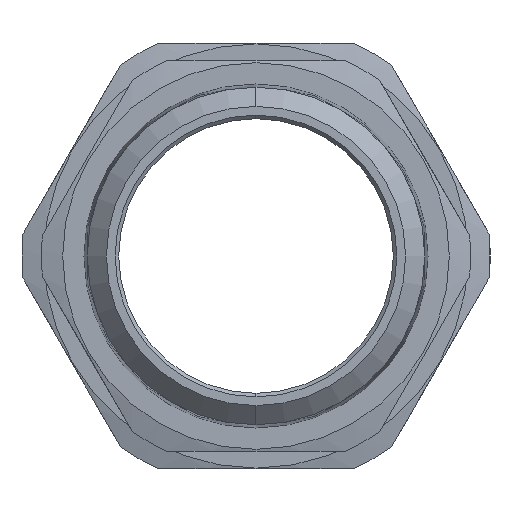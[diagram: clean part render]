
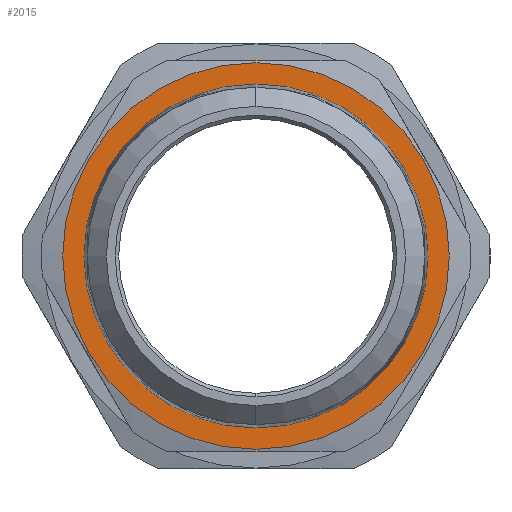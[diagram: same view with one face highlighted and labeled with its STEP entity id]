
A CAD part, left-side view. The second image highlights one B-rep face of the part: STEP entity #2015.
In plain terms, the highlighted planar face has unit normal (-1, 0, 0).
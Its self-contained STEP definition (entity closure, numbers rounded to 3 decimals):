
#33 = DIRECTION ( 'NONE',  ( 0., 0., 1. ) ) ;
#36 = CARTESIAN_POINT ( 'NONE',  ( 26.4, 0., -27.25 ) ) ;
#83 = VERTEX_POINT ( 'NONE', #36 ) ;
#139 = ORIENTED_EDGE ( 'NONE', *, *, #285, .F. ) ;
#219 = CARTESIAN_POINT ( 'NONE',  ( 26.4, 0., -24.25 ) ) ;
#257 = VERTEX_POINT ( 'NONE', #219 ) ;
#285 = EDGE_CURVE ( 'NONE', #257, #2142, #1470, .T. ) ;
#309 = CIRCLE ( 'NONE', #1687, 27.25 ) ;
#341 = EDGE_LOOP ( 'NONE', ( #3515, #139 ) ) ;
#351 = AXIS2_PLACEMENT_3D ( 'NONE', #1890, #2581, #930 ) ;
#502 = DIRECTION ( 'NONE',  ( -1., 0., 0. ) ) ;
#525 = VERTEX_POINT ( 'NONE', #1137 ) ;
#709 = DIRECTION ( 'NONE',  ( -1., 0., 0. ) ) ;
#720 = PLANE ( 'NONE',  #3216 ) ;
#755 = CARTESIAN_POINT ( 'NONE',  ( 26.4, 0., -24.25 ) ) ;
#854 = DIRECTION ( 'NONE',  ( -1., 0., 0. ) ) ;
#930 = DIRECTION ( 'NONE',  ( 0., 0., 1. ) ) ;
#1127 = EDGE_LOOP ( 'NONE', ( #2271, #1363 ) ) ;
#1137 = CARTESIAN_POINT ( 'NONE',  ( 26.4, 0., 27.25 ) ) ;
#1363 = ORIENTED_EDGE ( 'NONE', *, *, #2024, .T. ) ;
#1414 = DIRECTION ( 'NONE',  ( -1., 0., 0. ) ) ;
#1470 = CIRCLE ( 'NONE', #351, 24.25 ) ;
#1530 = AXIS2_PLACEMENT_3D ( 'NONE', #3166, #854, #3147 ) ;
#1687 = AXIS2_PLACEMENT_3D ( 'NONE', #2702, #709, #33 ) ;
#1864 = FACE_OUTER_BOUND ( 'NONE', #1127, .T. ) ;
#1890 = CARTESIAN_POINT ( 'NONE',  ( 26.4, 0., 0. ) ) ;
#2015 = ADVANCED_FACE ( 'NONE', ( #1864, #4252 ), #720, .T. ) ;
#2024 = EDGE_CURVE ( 'NONE', #525, #83, #309, .T. ) ;
#2071 = AXIS2_PLACEMENT_3D ( 'NONE', #3475, #502, #2169 ) ;
#2142 = VERTEX_POINT ( 'NONE', #3096 ) ;
#2169 = DIRECTION ( 'NONE',  ( 0., 0., 1. ) ) ;
#2271 = ORIENTED_EDGE ( 'NONE', *, *, #3485, .T. ) ;
#2581 = DIRECTION ( 'NONE',  ( -1., 0., 0. ) ) ;
#2702 = CARTESIAN_POINT ( 'NONE',  ( 26.4, 0., 0. ) ) ;
#3083 = DIRECTION ( 'NONE',  ( 0., 0., 1. ) ) ;
#3096 = CARTESIAN_POINT ( 'NONE',  ( 26.4, 0., 24.25 ) ) ;
#3111 = CIRCLE ( 'NONE', #1530, 24.25 ) ;
#3147 = DIRECTION ( 'NONE',  ( 0., 0., 1. ) ) ;
#3166 = CARTESIAN_POINT ( 'NONE',  ( 26.4, 0., 0. ) ) ;
#3216 = AXIS2_PLACEMENT_3D ( 'NONE', #755, #1414, #3083 ) ;
#3475 = CARTESIAN_POINT ( 'NONE',  ( 26.4, 0., 0. ) ) ;
#3485 = EDGE_CURVE ( 'NONE', #83, #525, #3913, .T. ) ;
#3515 = ORIENTED_EDGE ( 'NONE', *, *, #4307, .F. ) ;
#3913 = CIRCLE ( 'NONE', #2071, 27.25 ) ;
#4252 = FACE_BOUND ( 'NONE', #341, .T. ) ;
#4307 = EDGE_CURVE ( 'NONE', #2142, #257, #3111, .T. ) ;
